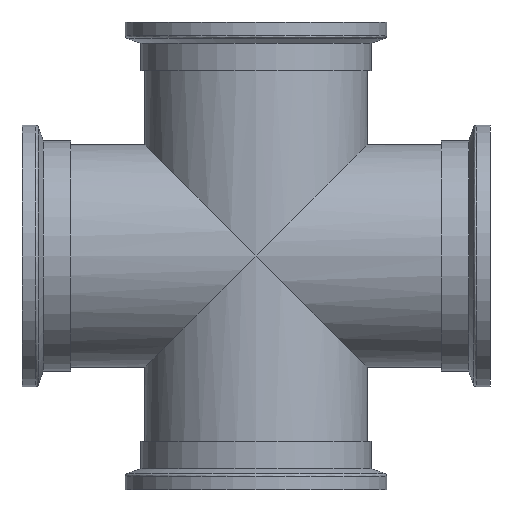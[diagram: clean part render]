
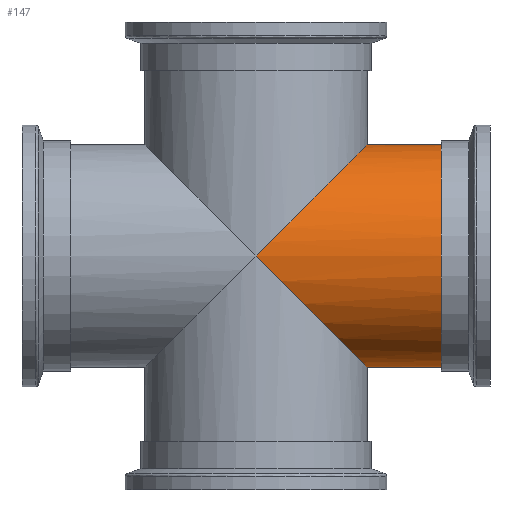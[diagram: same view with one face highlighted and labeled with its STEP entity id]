
A CAD part, front view. The second image highlights one B-rep face of the part: STEP entity #147.
In plain terms, the highlighted cylindrical face has radius 57.15 mm (diameter 114.3 mm), a partial arc.
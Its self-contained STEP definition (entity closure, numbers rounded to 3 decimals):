
#147=ADVANCED_FACE('',(#261),#260,.T.);
#260=CYLINDRICAL_SURFACE('',#600,57.15);
#261=FACE_OUTER_BOUND('',#601,.T.);
#597=CARTESIAN_POINT('',(0.,0.,0.));
#598=DIRECTION('',(1.,0.,0.));
#599=DIRECTION('',(0.,0.,1.));
#600=AXIS2_PLACEMENT_3D('',#597,#598,#599);
#601=EDGE_LOOP('',(#847,#848,#849,#850,#851));
#847=ORIENTED_EDGE('',*,*,#975,.T.);
#848=ORIENTED_EDGE('',*,*,#1003,.F.);
#849=ORIENTED_EDGE('',*,*,#1004,.T.);
#850=ORIENTED_EDGE('',*,*,#1005,.T.);
#851=ORIENTED_EDGE('',*,*,#1006,.T.);
#975=EDGE_CURVE('',#1057,#1058,#1059,.T.);
#1003=EDGE_CURVE('',#1249,#1058,#1250,.T.);
#1004=EDGE_CURVE('',#1249,#1170,#1256,.T.);
#1005=EDGE_CURVE('',#1170,#1262,#1263,.T.);
#1006=EDGE_CURVE('',#1262,#1057,#1269,.T.);
#1057=VERTEX_POINT('',#1597);
#1058=VERTEX_POINT('',#1598);
#1059=CIRCLE('',#1602,57.15);
#1170=VERTEX_POINT('',#1678);
#1249=VERTEX_POINT('',#1717);
#1250=(BOUNDED_CURVE() B_SPLINE_CURVE(1,(#1718,#1719),.UNSPECIFIED.,.F.,.F.) B_SPLINE_CURVE_WITH_KNOTS((2,2),(0.56,0.917),.UNSPECIFIED.) CURVE() GEOMETRIC_REPRESENTATION_ITEM() RATIONAL_B_SPLINE_CURVE((1.,1.)) REPRESENTATION_ITEM('') );
#1256=(BOUNDED_CURVE() B_SPLINE_CURVE(2,(#1720,#1721,#1722),.UNSPECIFIED.,.F.,.F.) B_SPLINE_CURVE_WITH_KNOTS((3,3),(3.142,4.712),.UNSPECIFIED.) CURVE() GEOMETRIC_REPRESENTATION_ITEM() RATIONAL_B_SPLINE_CURVE((1.,0.707,1.)) REPRESENTATION_ITEM('') );
#1262=VERTEX_POINT('',#1723);
#1263=(BOUNDED_CURVE() B_SPLINE_CURVE(2,(#1724,#1725,#1726),.UNSPECIFIED.,.F.,.F.) B_SPLINE_CURVE_WITH_KNOTS((3,3),(1.571,3.142),.UNSPECIFIED.) CURVE() GEOMETRIC_REPRESENTATION_ITEM() RATIONAL_B_SPLINE_CURVE((1.,0.707,1.)) REPRESENTATION_ITEM('') );
#1269=(BOUNDED_CURVE() B_SPLINE_CURVE(1,(#1727,#1728),.UNSPECIFIED.,.F.,.F.) B_SPLINE_CURVE_WITH_KNOTS((2,2),(0.56,0.917),.UNSPECIFIED.) CURVE() GEOMETRIC_REPRESENTATION_ITEM() RATIONAL_B_SPLINE_CURVE((0.75,0.75)) REPRESENTATION_ITEM('') );
#1597=CARTESIAN_POINT('',(100.,0.,-57.15));
#1598=CARTESIAN_POINT('',(100.,0.,57.15));
#1599=CARTESIAN_POINT('',(100.,0.,0.));
#1600=DIRECTION('',(-1.,0.,0.));
#1601=DIRECTION('',(0.,0.,1.));
#1602=AXIS2_PLACEMENT_3D('',#1599,#1600,#1601);
#1678=CARTESIAN_POINT('',(0.,-57.15,0.));
#1717=CARTESIAN_POINT('',(57.15,0.,57.15));
#1718=CARTESIAN_POINT('',(57.15,0.,57.15));
#1719=CARTESIAN_POINT('',(100.,0.,57.15));
#1720=CARTESIAN_POINT('',(57.15,0.,57.15));
#1721=CARTESIAN_POINT('',(57.15,-57.15,57.15));
#1722=CARTESIAN_POINT('',(0.,-57.15,0.));
#1723=CARTESIAN_POINT('',(57.15,0.,-57.15));
#1724=CARTESIAN_POINT('',(0.,-57.15,0.));
#1725=CARTESIAN_POINT('',(57.15,-57.15,-57.15));
#1726=CARTESIAN_POINT('',(57.15,0.,-57.15));
#1727=CARTESIAN_POINT('',(57.15,0.,-57.15));
#1728=CARTESIAN_POINT('',(100.,0.,-57.15));
